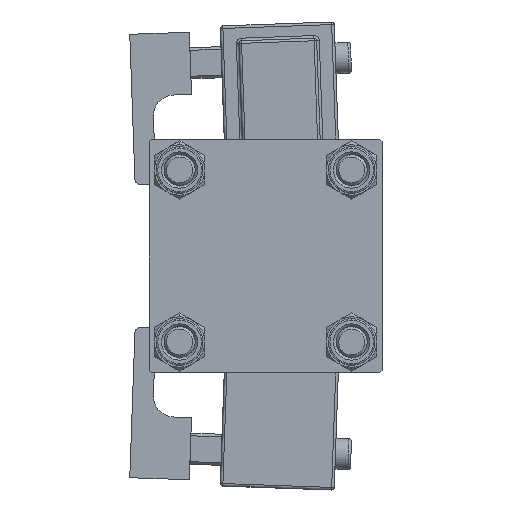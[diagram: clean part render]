
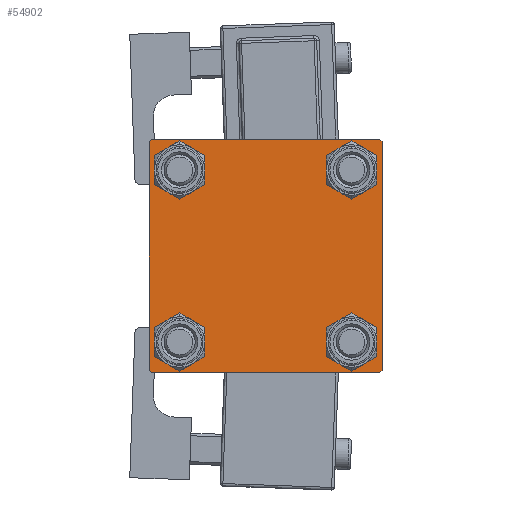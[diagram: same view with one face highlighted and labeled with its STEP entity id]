
A CAD part, left-side view. The second image highlights one B-rep face of the part: STEP entity #54902.
In plain terms, the highlighted planar face has unit normal (-1, 0, 0).
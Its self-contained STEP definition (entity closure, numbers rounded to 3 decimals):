
#476 = CARTESIAN_POINT ( 'NONE',  ( 0., -16.6, -16.6 ) ) ;
#625 = ORIENTED_EDGE ( 'NONE', *, *, #47108, .T. ) ;
#846 = CARTESIAN_POINT ( 'NONE',  ( 0., -22.25, -22.25 ) ) ;
#1032 = DIRECTION ( 'NONE',  ( 1., 0., 0. ) ) ;
#2855 = DIRECTION ( 'NONE',  ( 0., 0., -1. ) ) ;
#3527 = CIRCLE ( 'NONE', #41101, 3.5 ) ;
#3686 = FACE_BOUND ( 'NONE', #38595, .T. ) ;
#3747 = CIRCLE ( 'NONE', #35112, 3.5 ) ;
#4309 = CARTESIAN_POINT ( 'NONE',  ( 0., 22.5, 22.5 ) ) ;
#4327 = VERTEX_POINT ( 'NONE', #16704 ) ;
#4409 = CARTESIAN_POINT ( 'NONE',  ( 0., 16.6, 13.1 ) ) ;
#4555 = AXIS2_PLACEMENT_3D ( 'NONE', #11217, #45658, #25199 ) ;
#4715 = CARTESIAN_POINT ( 'NONE',  ( 0., 22.5, 22. ) ) ;
#4851 = AXIS2_PLACEMENT_3D ( 'NONE', #41064, #44172, #27382 ) ;
#5096 = VERTEX_POINT ( 'NONE', #4409 ) ;
#5164 = DIRECTION ( 'NONE',  ( 0., 0., -1. ) ) ;
#5424 = VERTEX_POINT ( 'NONE', #50582 ) ;
#5746 = VECTOR ( 'NONE', #14021, 1000. ) ;
#6054 = VERTEX_POINT ( 'NONE', #45353 ) ;
#6111 = EDGE_CURVE ( 'NONE', #20839, #19541, #3527, .T. ) ;
#6211 = ORIENTED_EDGE ( 'NONE', *, *, #32471, .T. ) ;
#6294 = CARTESIAN_POINT ( 'NONE',  ( 0., 22.5, 22.5 ) ) ;
#6578 = VECTOR ( 'NONE', #14881, 1000. ) ;
#7495 = CARTESIAN_POINT ( 'NONE',  ( 0., -22.5, -22. ) ) ;
#7613 = FACE_BOUND ( 'NONE', #49996, .T. ) ;
#7828 = AXIS2_PLACEMENT_3D ( 'NONE', #12096, #33681, #50756 ) ;
#9026 = EDGE_LOOP ( 'NONE', ( #18535, #55446 ) ) ;
#9368 = LINE ( 'NONE', #13571, #51588 ) ;
#9722 = LINE ( 'NONE', #14467, #35337 ) ;
#10218 = DIRECTION ( 'NONE',  ( 1., 0., 0. ) ) ;
#10495 = CIRCLE ( 'NONE', #28375, 3.5 ) ;
#11217 = CARTESIAN_POINT ( 'NONE',  ( 0., -16.6, 16.6 ) ) ;
#11299 = DIRECTION ( 'NONE',  ( 1., 0., 0. ) ) ;
#11372 = CARTESIAN_POINT ( 'NONE',  ( 0., 16.6, 20.1 ) ) ;
#11567 = DIRECTION ( 'NONE',  ( 0., 0., 1. ) ) ;
#12083 = LINE ( 'NONE', #42050, #41279 ) ;
#12096 = CARTESIAN_POINT ( 'NONE',  ( 0., 0., 0. ) ) ;
#12276 = CARTESIAN_POINT ( 'NONE',  ( 0., 16.6, -16.6 ) ) ;
#13056 = CARTESIAN_POINT ( 'NONE',  ( 0., -22., 22.5 ) ) ;
#13571 = CARTESIAN_POINT ( 'NONE',  ( 0., 22.25, -22.25 ) ) ;
#14021 = DIRECTION ( 'NONE',  ( 0., -0.707, 0.707 ) ) ;
#14467 = CARTESIAN_POINT ( 'NONE',  ( 0., 22.5, -22.5 ) ) ;
#14881 = DIRECTION ( 'NONE',  ( 0., 0.707, 0.707 ) ) ;
#15665 = AXIS2_PLACEMENT_3D ( 'NONE', #48603, #10218, #27330 ) ;
#16155 = VECTOR ( 'NONE', #5164, 1000. ) ;
#16181 = CARTESIAN_POINT ( 'NONE',  ( 0., 22., -22.5 ) ) ;
#16704 = CARTESIAN_POINT ( 'NONE',  ( 0., -22., -22.5 ) ) ;
#16938 = CARTESIAN_POINT ( 'NONE',  ( 0., 22.25, 22.25 ) ) ;
#17077 = VERTEX_POINT ( 'NONE', #48220 ) ;
#17679 = EDGE_CURVE ( 'NONE', #52715, #4327, #9722, .T. ) ;
#18033 = CARTESIAN_POINT ( 'NONE',  ( 0., 16.6, -16.6 ) ) ;
#18535 = ORIENTED_EDGE ( 'NONE', *, *, #54559, .T. ) ;
#18980 = CARTESIAN_POINT ( 'NONE',  ( 0., 16.6, -20.1 ) ) ;
#19168 = CIRCLE ( 'NONE', #4851, 3.5 ) ;
#19462 = DIRECTION ( 'NONE',  ( 1., 0., 0. ) ) ;
#19541 = VERTEX_POINT ( 'NONE', #18980 ) ;
#20839 = VERTEX_POINT ( 'NONE', #35682 ) ;
#21632 = EDGE_CURVE ( 'NONE', #41407, #52715, #9368, .T. ) ;
#21673 = ORIENTED_EDGE ( 'NONE', *, *, #21632, .T. ) ;
#23390 = DIRECTION ( 'NONE',  ( 0., -1., 0. ) ) ;
#23695 = ORIENTED_EDGE ( 'NONE', *, *, #41120, .T. ) ;
#25118 = EDGE_LOOP ( 'NONE', ( #48998, #21673, #50768, #32448, #50989, #27861, #38361, #23695 ) ) ;
#25199 = DIRECTION ( 'NONE',  ( 0., 0., 1. ) ) ;
#25614 = LINE ( 'NONE', #4309, #16155 ) ;
#26601 = CARTESIAN_POINT ( 'NONE',  ( 0., 16.6, 16.6 ) ) ;
#26822 = DIRECTION ( 'NONE',  ( 0., -1., 0. ) ) ;
#27075 = CIRCLE ( 'NONE', #4555, 3.5 ) ;
#27330 = DIRECTION ( 'NONE',  ( 0., 0., 1. ) ) ;
#27382 = DIRECTION ( 'NONE',  ( 0., 0., 1. ) ) ;
#27586 = VERTEX_POINT ( 'NONE', #36240 ) ;
#27861 = ORIENTED_EDGE ( 'NONE', *, *, #42380, .T. ) ;
#27921 = ORIENTED_EDGE ( 'NONE', *, *, #38895, .T. ) ;
#28347 = CARTESIAN_POINT ( 'NONE',  ( 0., -16.6, 20.1 ) ) ;
#28375 = AXIS2_PLACEMENT_3D ( 'NONE', #26601, #19462, #36848 ) ;
#28892 = ORIENTED_EDGE ( 'NONE', *, *, #47027, .T. ) ;
#28927 = FACE_BOUND ( 'NONE', #39346, .T. ) ;
#29656 = DIRECTION ( 'NONE',  ( 1., 0., 0. ) ) ;
#30090 = VERTEX_POINT ( 'NONE', #13056 ) ;
#30095 = DIRECTION ( 'NONE',  ( 1., 0., 0. ) ) ;
#31564 = CARTESIAN_POINT ( 'NONE',  ( 0., 22., 22.5 ) ) ;
#31885 = EDGE_CURVE ( 'NONE', #6054, #46897, #12083, .T. ) ;
#32448 = ORIENTED_EDGE ( 'NONE', *, *, #44212, .T. ) ;
#32471 = EDGE_CURVE ( 'NONE', #19541, #20839, #3747, .T. ) ;
#32880 = CARTESIAN_POINT ( 'NONE',  ( 0., -16.6, -16.6 ) ) ;
#32974 = EDGE_CURVE ( 'NONE', #40381, #5424, #27075, .T. ) ;
#33681 = DIRECTION ( 'NONE',  ( -1., 0., 0. ) ) ;
#34371 = CIRCLE ( 'NONE', #43323, 3.5 ) ;
#34494 = CIRCLE ( 'NONE', #15665, 3.5 ) ;
#35112 = AXIS2_PLACEMENT_3D ( 'NONE', #18033, #30095, #47452 ) ;
#35337 = VECTOR ( 'NONE', #26822, 1000. ) ;
#35682 = CARTESIAN_POINT ( 'NONE',  ( 0., 16.6, -13.1 ) ) ;
#35931 = VERTEX_POINT ( 'NONE', #4715 ) ;
#36240 = CARTESIAN_POINT ( 'NONE',  ( 0., -16.6, -20.1 ) ) ;
#36848 = DIRECTION ( 'NONE',  ( 0., 0., 1. ) ) ;
#37361 = LINE ( 'NONE', #6294, #53930 ) ;
#37766 = EDGE_CURVE ( 'NONE', #35931, #41407, #25614, .T. ) ;
#37866 = FACE_OUTER_BOUND ( 'NONE', #25118, .T. ) ;
#38361 = ORIENTED_EDGE ( 'NONE', *, *, #41435, .F. ) ;
#38595 = EDGE_LOOP ( 'NONE', ( #52932, #625 ) ) ;
#38812 = LINE ( 'NONE', #16938, #51243 ) ;
#38895 = EDGE_CURVE ( 'NONE', #17077, #27586, #45766, .T. ) ;
#39346 = EDGE_LOOP ( 'NONE', ( #27921, #28892 ) ) ;
#40381 = VERTEX_POINT ( 'NONE', #28347 ) ;
#40940 = CARTESIAN_POINT ( 'NONE',  ( 0., -22.25, 22.25 ) ) ;
#41064 = CARTESIAN_POINT ( 'NONE',  ( 0., -16.6, 16.6 ) ) ;
#41101 = AXIS2_PLACEMENT_3D ( 'NONE', #12276, #29656, #45909 ) ;
#41120 = EDGE_CURVE ( 'NONE', #46154, #35931, #38812, .T. ) ;
#41252 = PLANE ( 'NONE',  #7828 ) ;
#41279 = VECTOR ( 'NONE', #2855, 1000. ) ;
#41407 = VERTEX_POINT ( 'NONE', #49437 ) ;
#41435 = EDGE_CURVE ( 'NONE', #46154, #30090, #37361, .T. ) ;
#41791 = FACE_BOUND ( 'NONE', #9026, .T. ) ;
#42050 = CARTESIAN_POINT ( 'NONE',  ( 0., -22.5, 22.5 ) ) ;
#42380 = EDGE_CURVE ( 'NONE', #6054, #30090, #53832, .T. ) ;
#43323 = AXIS2_PLACEMENT_3D ( 'NONE', #476, #1032, #51750 ) ;
#43987 = AXIS2_PLACEMENT_3D ( 'NONE', #32880, #11299, #11567 ) ;
#44172 = DIRECTION ( 'NONE',  ( 1., 0., 0. ) ) ;
#44212 = EDGE_CURVE ( 'NONE', #4327, #46897, #47078, .T. ) ;
#44361 = DIRECTION ( 'NONE',  ( 0., -0.707, -0.707 ) ) ;
#45353 = CARTESIAN_POINT ( 'NONE',  ( 0., -22.5, 22. ) ) ;
#45658 = DIRECTION ( 'NONE',  ( 1., 0., 0. ) ) ;
#45766 = CIRCLE ( 'NONE', #43987, 3.5 ) ;
#45909 = DIRECTION ( 'NONE',  ( 0., 0., 1. ) ) ;
#46154 = VERTEX_POINT ( 'NONE', #31564 ) ;
#46897 = VERTEX_POINT ( 'NONE', #7495 ) ;
#46937 = DIRECTION ( 'NONE',  ( 0., 0.707, -0.707 ) ) ;
#46959 = ORIENTED_EDGE ( 'NONE', *, *, #6111, .T. ) ;
#47027 = EDGE_CURVE ( 'NONE', #27586, #17077, #34371, .T. ) ;
#47078 = LINE ( 'NONE', #846, #5746 ) ;
#47108 = EDGE_CURVE ( 'NONE', #5424, #40381, #19168, .T. ) ;
#47452 = DIRECTION ( 'NONE',  ( 0., 0., 1. ) ) ;
#48220 = CARTESIAN_POINT ( 'NONE',  ( 0., -16.6, -13.1 ) ) ;
#48575 = VERTEX_POINT ( 'NONE', #11372 ) ;
#48603 = CARTESIAN_POINT ( 'NONE',  ( 0., 16.6, 16.6 ) ) ;
#48998 = ORIENTED_EDGE ( 'NONE', *, *, #37766, .T. ) ;
#49437 = CARTESIAN_POINT ( 'NONE',  ( 0., 22.5, -22. ) ) ;
#49991 = EDGE_CURVE ( 'NONE', #5096, #48575, #34494, .T. ) ;
#49996 = EDGE_LOOP ( 'NONE', ( #46959, #6211 ) ) ;
#50582 = CARTESIAN_POINT ( 'NONE',  ( 0., -16.6, 13.1 ) ) ;
#50756 = DIRECTION ( 'NONE',  ( 0., 0., 1. ) ) ;
#50768 = ORIENTED_EDGE ( 'NONE', *, *, #17679, .T. ) ;
#50989 = ORIENTED_EDGE ( 'NONE', *, *, #31885, .F. ) ;
#51243 = VECTOR ( 'NONE', #46937, 1000. ) ;
#51588 = VECTOR ( 'NONE', #44361, 1000. ) ;
#51750 = DIRECTION ( 'NONE',  ( 0., 0., 1. ) ) ;
#52715 = VERTEX_POINT ( 'NONE', #16181 ) ;
#52932 = ORIENTED_EDGE ( 'NONE', *, *, #32974, .T. ) ;
#53832 = LINE ( 'NONE', #40940, #6578 ) ;
#53930 = VECTOR ( 'NONE', #23390, 1000. ) ;
#54559 = EDGE_CURVE ( 'NONE', #48575, #5096, #10495, .T. ) ;
#54902 = ADVANCED_FACE ( 'NONE', ( #3686, #28927, #7613, #41791, #37866 ), #41252, .T. ) ;
#55446 = ORIENTED_EDGE ( 'NONE', *, *, #49991, .T. ) ;
